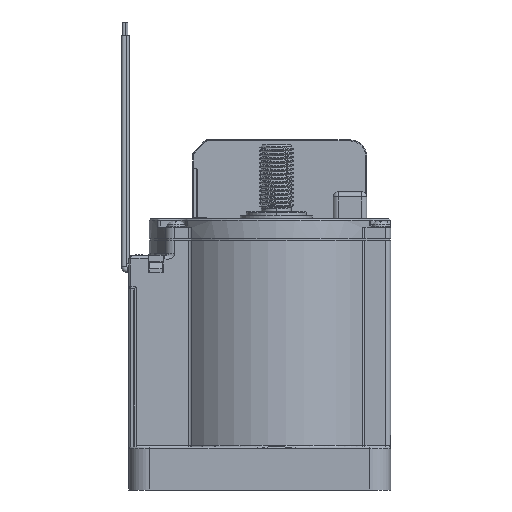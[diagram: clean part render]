
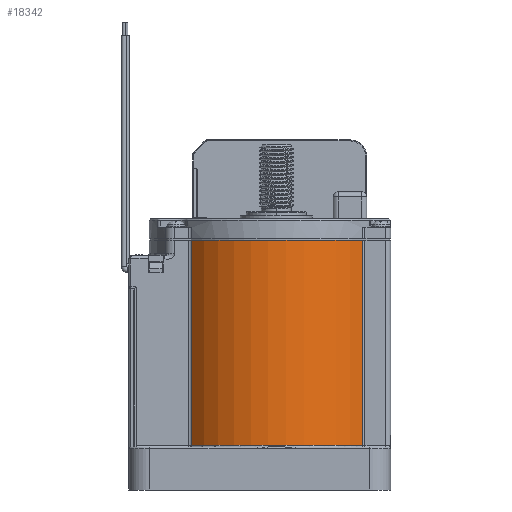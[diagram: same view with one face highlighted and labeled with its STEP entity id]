
A CAD part, left-side view. The second image highlights one B-rep face of the part: STEP entity #18342.
In plain terms, the highlighted cylindrical face has radius 32.8 mm (diameter 65.6 mm), a partial arc.
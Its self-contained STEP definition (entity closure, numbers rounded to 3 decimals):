
#8111=CARTESIAN_POINT('',(0.,9.,13.3));
#8112=DIRECTION('',(0.,0.,1.));
#8113=DIRECTION('',(0.633,-0.774,0.));
#8114=AXIS2_PLACEMENT_3D('',#8111,#8112,#8113);
#10736=DIRECTION('',(0.,0.,1.));
#10737=VECTOR('',#10736,61.2);
#10738=CARTESIAN_POINT('',(20.427,34.663,13.3));
#10739=LINE('',#10738,#10737);
#10759=DIRECTION('',(0.,0.,1.));
#10760=VECTOR('',#10759,61.2);
#10761=CARTESIAN_POINT('',(20.767,-16.389,13.3));
#10762=LINE('',#10761,#10760);
#10768=CARTESIAN_POINT('',(0.,9.,74.5));
#10769=DIRECTION('',(0.,0.,-1.));
#10770=DIRECTION('',(0.623,0.782,0.));
#10771=AXIS2_PLACEMENT_3D('',#10768,#10769,#10770);
#13176=CARTESIAN_POINT('',(20.767,-16.389,13.3));
#13177=VERTEX_POINT('',#13176);
#13178=CARTESIAN_POINT('',(20.427,34.663,13.3));
#13179=VERTEX_POINT('',#13178);
#13186=CARTESIAN_POINT('',(20.767,-16.389,74.5));
#13187=VERTEX_POINT('',#13186);
#13750=CARTESIAN_POINT('',(20.427,34.663,74.5));
#13751=VERTEX_POINT('',#13750);
#18330=CARTESIAN_POINT('',(0.,9.,85.));
#18331=DIRECTION('',(0.,0.,1.));
#18332=DIRECTION('',(0.,1.,0.));
#18333=AXIS2_PLACEMENT_3D('',#18330,#18331,#18332);
#18334=CYLINDRICAL_SURFACE('',#18333,32.8);
#18335=ORIENTED_EDGE('',*,*,#14768,.F.);
#18336=ORIENTED_EDGE('',*,*,#14813,.T.);
#18338=ORIENTED_EDGE('',*,*,#18337,.F.);
#18339=ORIENTED_EDGE('',*,*,#18298,.F.);
#18340=EDGE_LOOP('',(#18335,#18336,#18338,#18339));
#18341=FACE_OUTER_BOUND('',#18340,.F.);
#18342=ADVANCED_FACE('',(#18341),#18334,.T.);
#8115=CIRCLE('',#8114,32.8);
#10772=CIRCLE('',#10771,32.8);
#14768=EDGE_CURVE('',#13177,#13179,#8115,.T.);
#14813=EDGE_CURVE('',#13177,#13187,#10762,.T.);
#18298=EDGE_CURVE('',#13179,#13751,#10739,.T.);
#18337=EDGE_CURVE('',#13751,#13187,#10772,.T.);
